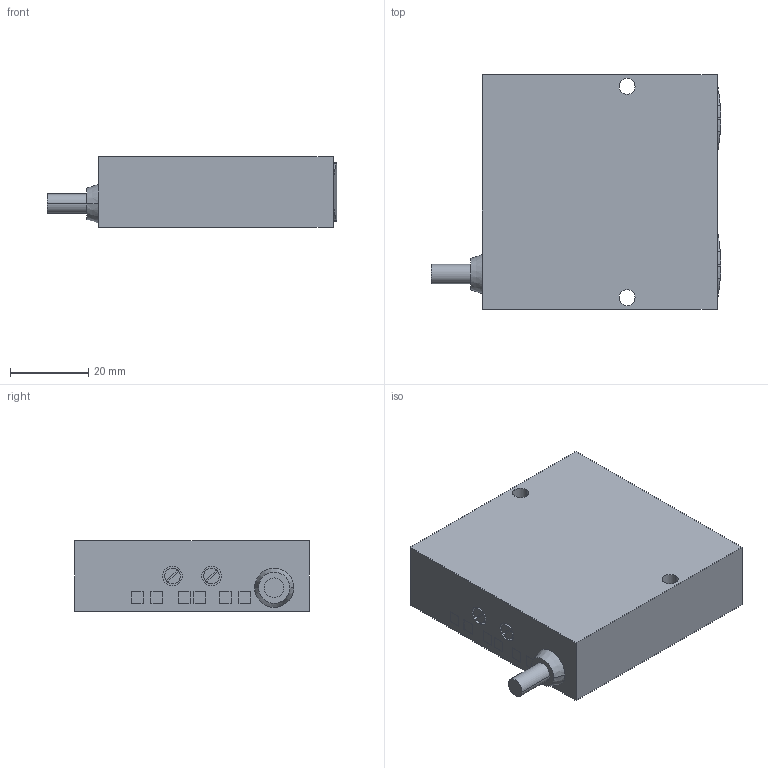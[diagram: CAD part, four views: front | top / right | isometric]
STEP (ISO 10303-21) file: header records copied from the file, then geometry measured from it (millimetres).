
FILE_DESCRIPTION(('STEP AP242'),'1');
FILE_NAME('sensor_xuyps2945s.stp','2021-08-17T01:12:22',('TraceParts'),('TraceParts S.A.'),'Spatial InterOp 3D',' ',' ');
FILE_SCHEMA(('AP242_MANAGED_MODEL_BASED_3D_ENGINEERING_MIM_LF {1 0 10303 442 1 1 4}'));
Length unit declared in the file: millimetre
Products named in the file (1): sensor_xuyps2945s
Bounding box: 73.9 x 60 x 18 mm (x, y, z)
Volume: 64998.7 mm3; surface area: 12307.9 mm2
Topology: 1 solids, 1 shells, 92 faces, 228 edges, 152 vertices
Faces by surface type: plane 56, cylinder 34, cone 2
Entity records: 3800 total; most frequent: CARTESIAN_POINT 809, DIRECTION 462, ORIENTED_EDGE 456, EDGE_CURVE 228, AXIS2_PLACEMENT_3D 157, VERTEX_POINT 152, LINE 148, VECTOR 148
